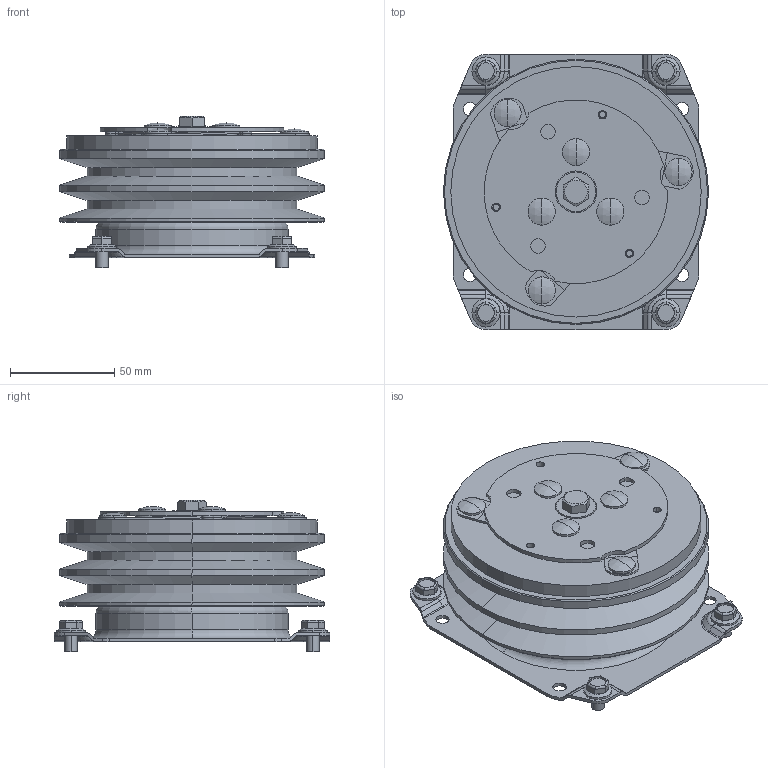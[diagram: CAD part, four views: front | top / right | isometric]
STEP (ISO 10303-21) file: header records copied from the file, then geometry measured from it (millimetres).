
FILE_DESCRIPTION (( 'STEP AP203' ), '1' );
FILE_NAME ('50327200_05_MGCL.STEP', '2016-03-08T06:48:43', ( '' ), ( '' ), 'SwSTEP 2.0', 'SolidWorks 2014', '' );
FILE_SCHEMA (( 'CONFIG_CONTROL_DESIGN' ));
Length unit declared in the file: millimetre
Products named in the file (1): 50327200_05_MGCL
Bounding box: 127 x 132 x 72.49 mm (x, y, z)
Volume: 446625.7 mm3; surface area: 115144.7 mm2
Topology: 7 solids, 18 shells, 746 faces, 1837 edges, 1159 vertices
Faces by surface type: cylinder 338, plane 243, torus 89, cone 51, sphere 22, bspline 3
Entity records: 22849 total; most frequent: CARTESIAN_POINT 4454, DIRECTION 4161, ORIENTED_EDGE 3674, EDGE_CURVE 1837, AXIS2_PLACEMENT_3D 1730, VERTEX_POINT 1159, CIRCLE 986, EDGE_LOOP 866
